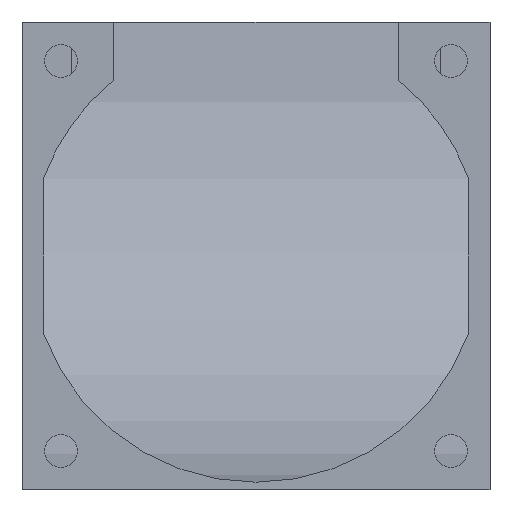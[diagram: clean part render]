
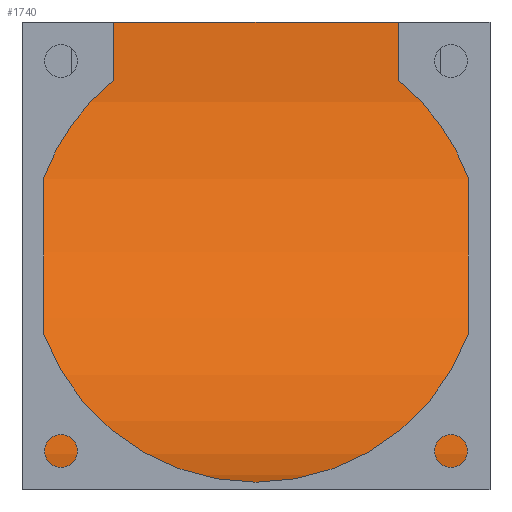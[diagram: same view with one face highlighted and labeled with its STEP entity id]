
A CAD part, left-side view. The second image highlights one B-rep face of the part: STEP entity #1740.
In plain terms, the highlighted cylindrical face has radius 59 mm (diameter 118 mm), a partial arc.
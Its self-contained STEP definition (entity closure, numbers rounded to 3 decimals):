
#208=FACE_OUTER_BOUND('',#326,.T.);
#326=EDGE_LOOP('',(#1596,#1597,#1598,#1599));
#346=LINE('',#2378,#541);
#529=LINE('',#2830,#724);
#541=VECTOR('',#1911,10.);
#724=VECTOR('',#2342,10.);
#761=CIRCLE('',#1872,59.);
#764=CIRCLE('',#1879,59.);
#777=VERTEX_POINT('',#2375);
#778=VERTEX_POINT('',#2377);
#914=VERTEX_POINT('',#2792);
#921=VERTEX_POINT('',#2816);
#936=EDGE_CURVE('',#778,#777,#346,.T.);
#1139=EDGE_CURVE('',#914,#777,#761,.T.);
#1151=EDGE_CURVE('',#778,#921,#764,.T.);
#1158=EDGE_CURVE('',#921,#914,#529,.T.);
#1596=ORIENTED_EDGE('',*,*,#1151,.F.);
#1597=ORIENTED_EDGE('',*,*,#936,.T.);
#1598=ORIENTED_EDGE('',*,*,#1139,.F.);
#1599=ORIENTED_EDGE('',*,*,#1158,.F.);
#1651=CYLINDRICAL_SURFACE('',#1886,59.);
#1740=ADVANCED_FACE('',(#208),#1651,.F.);
#1872=AXIS2_PLACEMENT_3D('',#2794,#2301,#2302);
#1879=AXIS2_PLACEMENT_3D('',#2817,#2324,#2325);
#1886=AXIS2_PLACEMENT_3D('',#2831,#2343,#2344);
#1911=DIRECTION('',(0.,1.,0.));
#2301=DIRECTION('center_axis',(0.,-1.,0.));
#2302=DIRECTION('ref_axis',(0.,0.,-1.));
#2324=DIRECTION('center_axis',(0.,1.,0.));
#2325=DIRECTION('ref_axis',(0.,0.,-1.));
#2342=DIRECTION('',(0.,1.,0.));
#2343=DIRECTION('center_axis',(0.,1.,0.));
#2344=DIRECTION('ref_axis',(0.,0.,-1.));
#2375=CARTESIAN_POINT('',(157.131,33.631,60.));
#2377=CARTESIAN_POINT('',(157.131,-20.769,60.));
#2378=CARTESIAN_POINT('',(157.131,-23.569,60.));
#2792=CARTESIAN_POINT('',(98.131,33.631,1.));
#2794=CARTESIAN_POINT('Origin',(98.131,33.631,60.));
#2816=CARTESIAN_POINT('',(98.131,-20.769,1.));
#2817=CARTESIAN_POINT('Origin',(98.131,-20.769,60.));
#2830=CARTESIAN_POINT('',(98.131,-23.569,1.));
#2831=CARTESIAN_POINT('Origin',(98.131,-23.569,60.));
